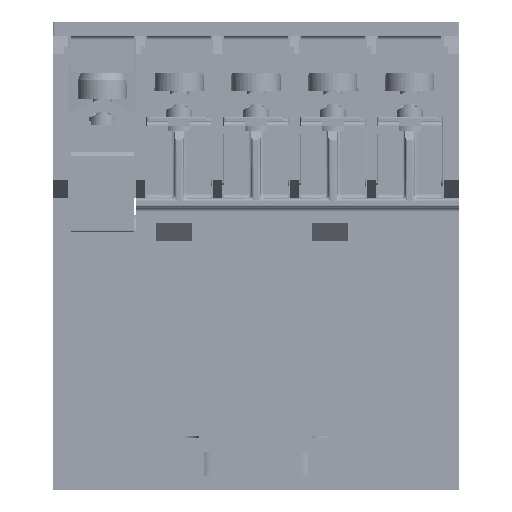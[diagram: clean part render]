
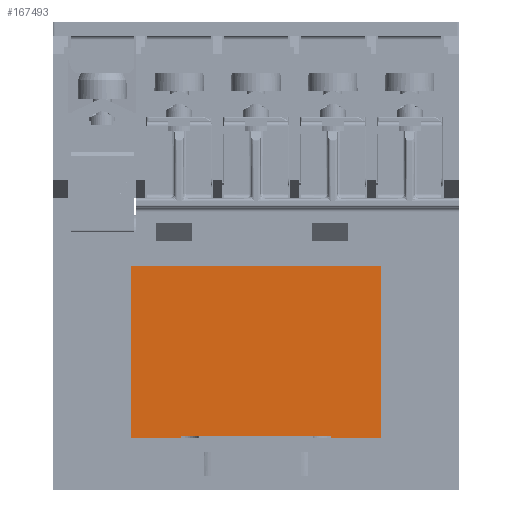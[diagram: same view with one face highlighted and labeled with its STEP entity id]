
A CAD part, front view. The second image highlights one B-rep face of the part: STEP entity #167493.
In plain terms, the highlighted planar face has unit normal (0, -1, 0).
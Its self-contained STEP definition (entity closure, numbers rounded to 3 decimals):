
#152037=CARTESIAN_POINT('',(-13.875,-22.175,6.75));
#152038=VERTEX_POINT('',#152037);
#152045=CARTESIAN_POINT('',(13.875,-22.175,6.75));
#152046=VERTEX_POINT('',#152045);
#152047=CARTESIAN_POINT('',(-13.875,-22.175,6.75));
#152048=DIRECTION('',(1.0,0.0,0.0));
#152049=VECTOR('',#152048,27.75);
#152050=LINE('',#152047,#152049);
#152051=EDGE_CURVE('',#152038,#152046,#152050,.T.);
#154318=CARTESIAN_POINT('',(13.875,-22.175,-12.25));
#154319=VERTEX_POINT('',#154318);
#154328=CARTESIAN_POINT('',(13.875,-22.175,-12.25));
#154329=DIRECTION('',(0.0,0.0,1.0));
#154330=VECTOR('',#154329,19.0);
#154331=LINE('',#154328,#154330);
#154332=EDGE_CURVE('',#154319,#152046,#154331,.T.);
#154344=CARTESIAN_POINT('',(-13.875,-22.175,-12.25));
#154345=VERTEX_POINT('',#154344);
#154352=CARTESIAN_POINT('',(-13.875,-22.175,6.75));
#154353=DIRECTION('',(0.0,0.0,-1.0));
#154354=VECTOR('',#154353,19.);
#154355=LINE('',#154352,#154354);
#154356=EDGE_CURVE('',#152038,#154345,#154355,.T.);
#158430=CARTESIAN_POINT('',(-8.25,-22.175,-12.25));
#158431=VERTEX_POINT('',#158430);
#158439=CARTESIAN_POINT('',(-13.875,-22.175,-12.25));
#158440=DIRECTION('',(1.0,0.0,0.0));
#158441=VECTOR('',#158440,5.625);
#158442=LINE('',#158439,#158441);
#158443=EDGE_CURVE('',#154345,#158431,#158442,.T.);
#158499=CARTESIAN_POINT('',(8.25,-22.175,-12.));
#158500=VERTEX_POINT('',#158499);
#158508=CARTESIAN_POINT('',(-8.25,-22.175,-12.));
#158509=VERTEX_POINT('',#158508);
#158510=CARTESIAN_POINT('',(-8.25,-22.175,-12.));
#158511=DIRECTION('',(1.0,0.0,0.0));
#158512=VECTOR('',#158511,16.5);
#158513=LINE('',#158510,#158512);
#158514=EDGE_CURVE('',#158509,#158500,#158513,.T.);
#167419=CARTESIAN_POINT('',(8.25,-22.175,-12.25));
#167420=VERTEX_POINT('',#167419);
#167435=CARTESIAN_POINT('',(8.25,-22.175,-12.25));
#167436=DIRECTION('',(1.0,0.0,0.0));
#167437=VECTOR('',#167436,5.625);
#167438=LINE('',#167435,#167437);
#167439=EDGE_CURVE('',#167420,#154319,#167438,.T.);
#167462=CARTESIAN_POINT('',(8.25,-22.175,-12.25));
#167463=DIRECTION('',(0.0,0.0,1.0));
#167464=VECTOR('',#167463,0.25);
#167465=LINE('',#167462,#167464);
#167466=EDGE_CURVE('',#167420,#158500,#167465,.T.);
#167473=CARTESIAN_POINT('',(0.,-22.175,-3.75));
#167474=DIRECTION('',(0.0,1.0,0.0));
#167475=DIRECTION('',(0.0,0.0,1.0));
#167476=AXIS2_PLACEMENT_3D('',#167473,#167474,#167475);
#167477=PLANE('',#167476);
#167478=CARTESIAN_POINT('',(-8.25,-22.175,-12.));
#167479=DIRECTION('',(0.0,0.0,-1.0));
#167480=VECTOR('',#167479,0.25);
#167481=LINE('',#167478,#167480);
#167482=EDGE_CURVE('',#158509,#158431,#167481,.T.);
#167483=ORIENTED_EDGE('',*,*,#167482,.F.);
#167484=ORIENTED_EDGE('',*,*,#158514,.T.);
#167485=ORIENTED_EDGE('',*,*,#167466,.F.);
#167486=ORIENTED_EDGE('',*,*,#167439,.T.);
#167487=ORIENTED_EDGE('',*,*,#154332,.T.);
#167488=ORIENTED_EDGE('',*,*,#152051,.F.);
#167489=ORIENTED_EDGE('',*,*,#154356,.T.);
#167490=ORIENTED_EDGE('',*,*,#158443,.T.);
#167491=EDGE_LOOP('',(#167483,#167484,#167485,#167486,#167487,#167488,#167489,#167490));
#167492=FACE_OUTER_BOUND('',#167491,.T.);
#167493=ADVANCED_FACE('',(#167492),#167477,.F.);
